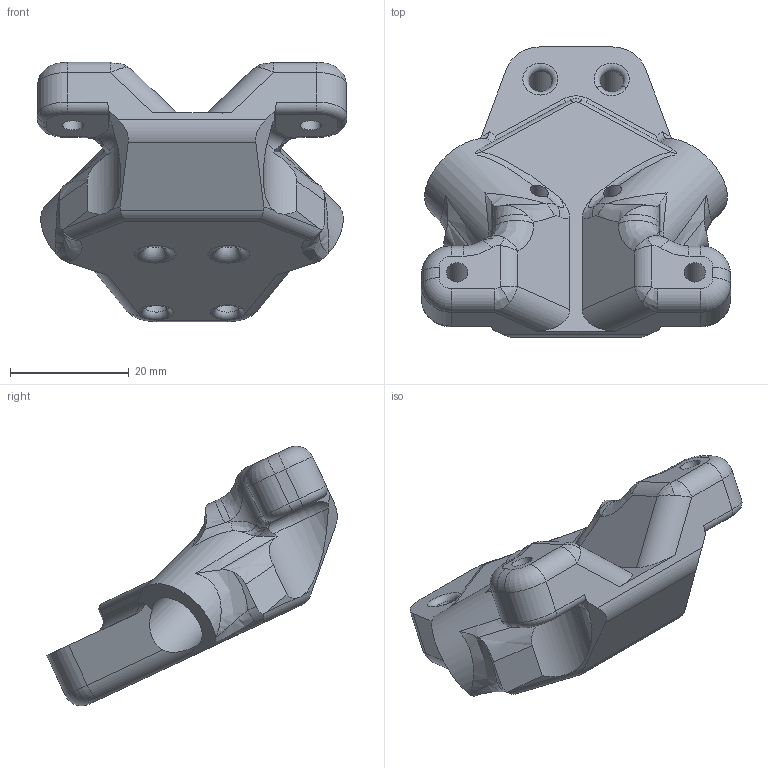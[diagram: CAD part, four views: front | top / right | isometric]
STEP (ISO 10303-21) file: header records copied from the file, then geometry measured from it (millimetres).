
FILE_DESCRIPTION(/* description */ ('STEP AP214'),/* implementation_level */ '2;1');
FILE_NAME(/* name */ '613a1d4dfd96905b97663a12',/* time_stamp */ '2021-09-09T14:42:23+00:00',/* author */ (''),/* organization */ (''),/* preprocessor_version */ 'ST-DEVELOPER v18.1',/* originating_system */ ' ',/* authorisation */ ' ');
FILE_SCHEMA (('AUTOMOTIVE_DESIGN {1 0 10303 214 3 1 1}'));
Length unit declared in the file: metre
Products named in the file (1): leg-block
Bounding box: 52 x 48.88 x 43.62 mm (x, y, z)
Volume: 24459.7 mm3; surface area: 8812.8 mm2
Topology: 1 solids, 1 shells, 171 faces, 451 edges, 271 vertices
Faces by surface type: cylinder 59, bspline 44, plane 38, torus 26, sphere 4
Full cylindrical faces by diameter (mm): 3 x2, 3.6 x2, 3.9 x1, 10.3 x2
Entity records: 5884 total; most frequent: CARTESIAN_POINT 1980, ORIENTED_EDGE 852, DIRECTION 768, EDGE_CURVE 426, AXIS2_PLACEMENT_3D 326, VERTEX_POINT 266, EDGE_LOOP 196, FACE_BOUND 196
